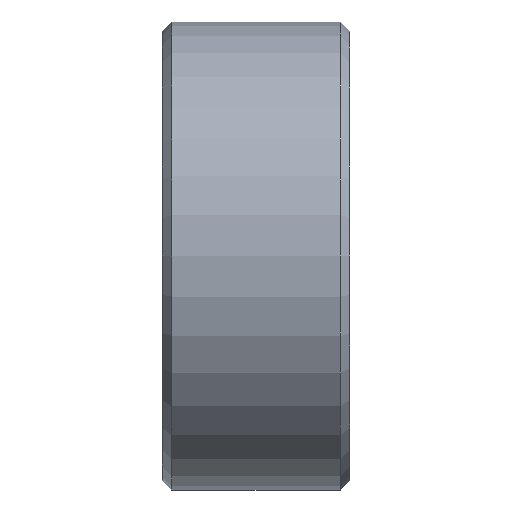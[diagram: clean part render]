
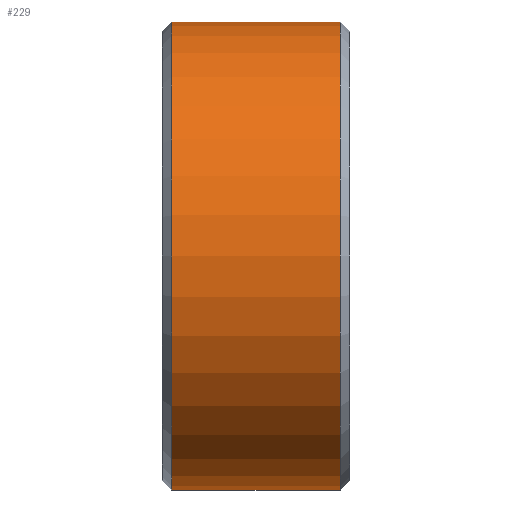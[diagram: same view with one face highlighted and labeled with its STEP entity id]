
A CAD part, left-side view. The second image highlights one B-rep face of the part: STEP entity #229.
In plain terms, the highlighted cylindrical face has radius 5 mm (diameter 10 mm), a partial arc.
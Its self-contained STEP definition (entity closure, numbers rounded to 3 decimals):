
#14 = ORIENTED_EDGE ( 'NONE', *, *, #1281, .T. ) ;
#100 = EDGE_CURVE ( 'NONE', #451, #1060, #1189, .T. ) ;
#138 = EDGE_CURVE ( 'NONE', #1060, #623, #317, .T. ) ;
#142 = AXIS2_PLACEMENT_3D ( 'NONE', #1298, #1635, #976 ) ;
#229 = ADVANCED_FACE ( 'NONE', ( #1816 ), #1384, .T. ) ;
#317 = CIRCLE ( 'NONE', #1959, 5. ) ;
#377 = VECTOR ( 'NONE', #1779, 1000. ) ;
#413 = CARTESIAN_POINT ( 'NONE',  ( 0., 0.2, -5. ) ) ;
#422 = CIRCLE ( 'NONE', #142, 5. ) ;
#451 = VERTEX_POINT ( 'NONE', #1046 ) ;
#452 = CARTESIAN_POINT ( 'NONE',  ( 0., 3., -5. ) ) ;
#499 = ORIENTED_EDGE ( 'NONE', *, *, #100, .T. ) ;
#531 = CARTESIAN_POINT ( 'NONE',  ( 0., 3., 5. ) ) ;
#563 = ORIENTED_EDGE ( 'NONE', *, *, #138, .T. ) ;
#578 = VERTEX_POINT ( 'NONE', #1574 ) ;
#623 = VERTEX_POINT ( 'NONE', #753 ) ;
#655 = DIRECTION ( 'NONE',  ( 0., 1., 0. ) ) ;
#753 = CARTESIAN_POINT ( 'NONE',  ( 0., 0.2, 5. ) ) ;
#976 = DIRECTION ( 'NONE',  ( 0., 0., 1. ) ) ;
#1046 = CARTESIAN_POINT ( 'NONE',  ( 0., 3.8, -5. ) ) ;
#1060 = VERTEX_POINT ( 'NONE', #413 ) ;
#1073 = LINE ( 'NONE', #531, #2134 ) ;
#1077 = EDGE_CURVE ( 'NONE', #578, #623, #1073, .T. ) ;
#1189 = LINE ( 'NONE', #452, #377 ) ;
#1281 = EDGE_CURVE ( 'NONE', #578, #451, #422, .T. ) ;
#1298 = CARTESIAN_POINT ( 'NONE',  ( 0., 3.8, 0. ) ) ;
#1301 = DIRECTION ( 'NONE',  ( 0., 0., 1. ) ) ;
#1331 = DIRECTION ( 'NONE',  ( 0., -1., 0. ) ) ;
#1384 = CYLINDRICAL_SURFACE ( 'NONE', #1479, 5. ) ;
#1479 = AXIS2_PLACEMENT_3D ( 'NONE', #1680, #1331, #1835 ) ;
#1550 = DIRECTION ( 'NONE',  ( 0., -1., 0. ) ) ;
#1574 = CARTESIAN_POINT ( 'NONE',  ( 0., 3.8, 5. ) ) ;
#1627 = CARTESIAN_POINT ( 'NONE',  ( 0., 0.2, 0. ) ) ;
#1635 = DIRECTION ( 'NONE',  ( 0., -1., 0. ) ) ;
#1680 = CARTESIAN_POINT ( 'NONE',  ( 0., 3., 0. ) ) ;
#1779 = DIRECTION ( 'NONE',  ( 0., -1., 0. ) ) ;
#1816 = FACE_OUTER_BOUND ( 'NONE', #2122, .T. ) ;
#1835 = DIRECTION ( 'NONE',  ( 0., 0., -1. ) ) ;
#1959 = AXIS2_PLACEMENT_3D ( 'NONE', #1627, #655, #1301 ) ;
#2096 = ORIENTED_EDGE ( 'NONE', *, *, #1077, .F. ) ;
#2122 = EDGE_LOOP ( 'NONE', ( #2096, #14, #499, #563 ) ) ;
#2134 = VECTOR ( 'NONE', #1550, 1000. ) ;
